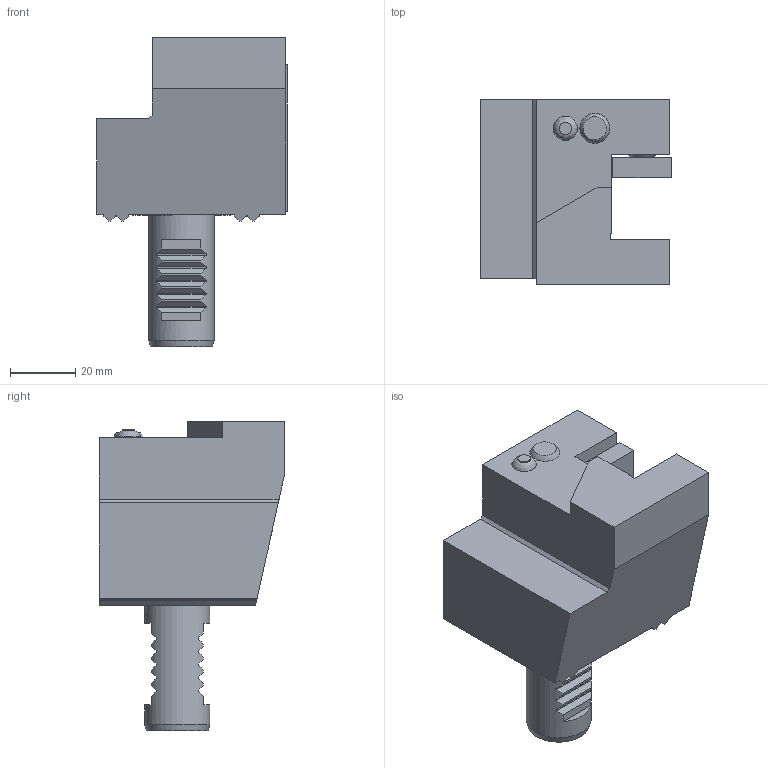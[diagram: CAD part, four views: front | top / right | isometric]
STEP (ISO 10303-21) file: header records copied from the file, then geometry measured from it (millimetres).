
FILE_DESCRIPTION(/* description */ (''),/* implementation_level */ '2;1');
FILE_NAME(/* name */ 'W1150024_stp.stp',/* time_stamp */ '2013-06-10T13:55:22+02:00',/* author */ (''),/* organization */ (''),/* preprocessor_version */ 'ST-DEVELOPER v11',/* originating_system */ 'SIEMENS PLM Software NX 7.5',/* authorisation */ '');
FILE_SCHEMA (('AUTOMOTIVE_DESIGN { 1 0 10303 214 1 1 1 1 }'));
Length unit declared in the file: millimetre
Products named in the file (1): furt869C5wkh
Bounding box: 58.5 x 57 x 95 mm (x, y, z)
Volume: 133003.2 mm3; surface area: 23286.6 mm2
Topology: 1 solids, 1 shells, 128 faces, 363 edges, 243 vertices
Faces by surface type: plane 96, cylinder 23, torus 4, cone 3, bspline 1, sphere 1
Full cylindrical faces by diameter (mm): 3.767 x1, 4.8 x1, 12 x2, 20 x1
Entity records: 4425 total; most frequent: CARTESIAN_POINT 1147, ORIENTED_EDGE 678, DIRECTION 656, EDGE_CURVE 339, VERTEX_POINT 232, LINE 226, VECTOR 226, AXIS2_PLACEMENT_3D 215
